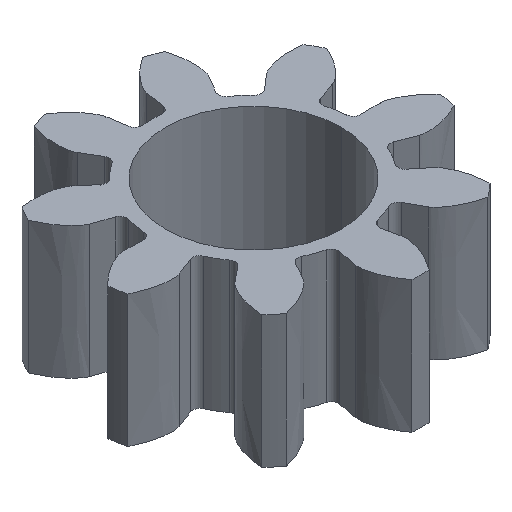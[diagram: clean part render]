
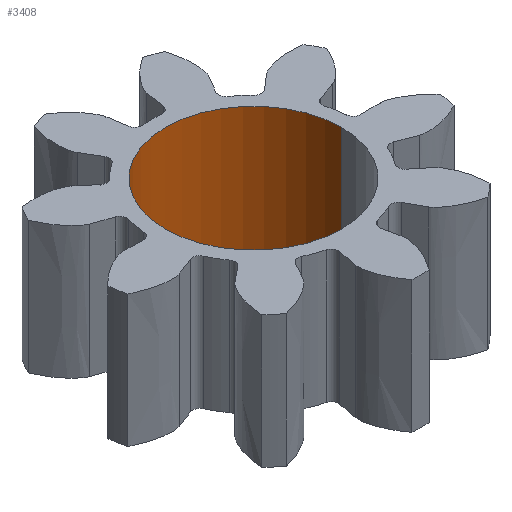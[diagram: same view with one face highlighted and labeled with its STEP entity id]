
A CAD part, isometric view. The second image highlights one B-rep face of the part: STEP entity #3408.
In plain terms, the highlighted cylindrical face has radius 30 mm (diameter 60 mm), a partial arc.
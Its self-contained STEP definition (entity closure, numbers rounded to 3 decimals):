
#1=CARTESIAN_POINT('POINT1',(30.,0.,-22.5));
#2=VERTEX_POINT('VERTEX1',#1);
#3=CARTESIAN_POINT('POINT2',(-30.,0.,-22.5));
#4=VERTEX_POINT('VERTEX2',#3);
#12=CARTESIAN_POINT('POS2',(0.,0.,-22.5));
#13=DIRECTION('DIR3',(0.,0.,1.));
#14=DIRECTION('DIR4',(-1.,0.,0.));
#15=AXIS2_PLACEMENT_3D('AXIS2',#12,#13,#14);
#16=CIRCLE('ELLIPSE2',#15,30.);
#17=EDGE_CURVE('EDGE2',#4,#2,#16,.F.);
#3377=CARTESIAN_POINT('POINT147',(-30.,0.,22.5));
#3378=VERTEX_POINT('VERTEX147',#3377);
#3379=CARTESIAN_POINT('POS238',(-30.,0.,22.5));
#3380=DIRECTION('DIR367',(0.,0.,-1.));
#3381=VECTOR('VEC109',#3380,10.);
#3382=LINE('STRAIGHT109',#3379,#3381);
#3383=EDGE_CURVE('EDGE219',#3378,#4,#3382,.T.);
#3384=ORIENTED_EDGE('COEDGE363',*,*,#3383,.T.);
#3385=ORIENTED_EDGE('COEDGE364',*,*,#17,.T.);
#3386=CARTESIAN_POINT('POINT148',(30.,0.,22.5));
#3387=VERTEX_POINT('VERTEX148',#3386);
#3388=CARTESIAN_POINT('POS239',(30.,0.,22.5
   ));
#3389=DIRECTION('DIR368',(0.,0.,-1.));
#3390=VECTOR('VEC110',#3389,10.);
#3391=LINE('STRAIGHT110',#3388,#3390);
#3392=EDGE_CURVE('EDGE220',#3387,#2,#3391,.T.);
#3393=ORIENTED_EDGE('COEDGE365',*,*,#3392,.F.);
#3394=CARTESIAN_POINT('POS240',(0.,0.,22.5));
#3395=DIRECTION('DIR369',(0.,0.,1.));
#3396=DIRECTION('DIR370',(-1.,0.,0.));
#3397=AXIS2_PLACEMENT_3D('AXIS130',#3394,#3395,#3396);
#3398=CIRCLE('ELLIPSE75',#3397,30.);
#3399=EDGE_CURVE('EDGE221',#3378,#3387,#3398,.F.);
#3400=ORIENTED_EDGE('COEDGE366',*,*,#3399,.F.);
#3401=EDGE_LOOP('NONE',(#3384,#3385,#3393,#3400));
#3402=FACE_BOUND('LOOP1',#3401,.T.);
#3403=CARTESIAN_POINT('POS241',(0.,0.,22.5));
#3404=DIRECTION('DIR371',(0.,0.,-1.));
#3405=DIRECTION('DIR372',(-1.,0.,0.));
#3406=AXIS2_PLACEMENT_3D('AXIS131',#3403,#3404,#3405);
#3407=CYLINDRICAL_SURFACE('CONE_SURF37',#3406,30.);
#3408=ADVANCED_FACE('FACE74',(#3402),#3407,.F.);
